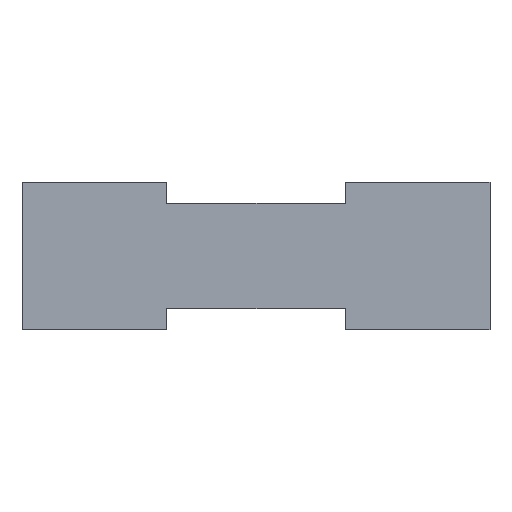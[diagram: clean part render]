
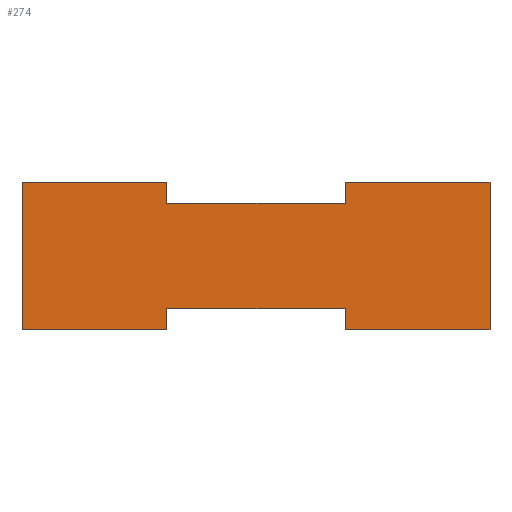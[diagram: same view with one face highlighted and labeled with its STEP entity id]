
A CAD part, top view. The second image highlights one B-rep face of the part: STEP entity #274.
In plain terms, the highlighted planar face has unit normal (0, 0, 1).
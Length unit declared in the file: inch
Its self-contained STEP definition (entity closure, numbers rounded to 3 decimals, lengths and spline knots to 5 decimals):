
#28=FACE_OUTER_BOUND('',#42,.T.);
#42=EDGE_LOOP('',(#235,#236,#237,#238,#239,#240,#241,#242,#243,#244,#245,
#246));
#56=LINE('',#405,#92);
#58=LINE('',#409,#94);
#60=LINE('',#413,#96);
#62=LINE('',#417,#98);
#64=LINE('',#421,#100);
#66=LINE('',#425,#102);
#68=LINE('',#429,#104);
#70=LINE('',#433,#106);
#72=LINE('',#437,#108);
#74=LINE('',#441,#110);
#76=LINE('',#445,#112);
#78=LINE('',#448,#114);
#92=VECTOR('',#328,39.37008);
#94=VECTOR('',#332,39.37008);
#96=VECTOR('',#336,39.37008);
#98=VECTOR('',#340,39.37008);
#100=VECTOR('',#344,39.37008);
#102=VECTOR('',#348,39.37008);
#104=VECTOR('',#352,39.37008);
#106=VECTOR('',#356,39.37008);
#108=VECTOR('',#360,39.37008);
#110=VECTOR('',#364,39.37008);
#112=VECTOR('',#368,39.37008);
#114=VECTOR('',#372,39.37008);
#127=VERTEX_POINT('',#402);
#128=VERTEX_POINT('',#404);
#129=VERTEX_POINT('',#408);
#130=VERTEX_POINT('',#412);
#131=VERTEX_POINT('',#416);
#132=VERTEX_POINT('',#420);
#133=VERTEX_POINT('',#424);
#134=VERTEX_POINT('',#428);
#135=VERTEX_POINT('',#432);
#136=VERTEX_POINT('',#436);
#137=VERTEX_POINT('',#440);
#138=VERTEX_POINT('',#444);
#152=EDGE_CURVE('',#128,#127,#56,.T.);
#154=EDGE_CURVE('',#129,#128,#58,.T.);
#156=EDGE_CURVE('',#130,#129,#60,.T.);
#158=EDGE_CURVE('',#130,#131,#62,.T.);
#160=EDGE_CURVE('',#131,#132,#64,.T.);
#162=EDGE_CURVE('',#133,#132,#66,.T.);
#164=EDGE_CURVE('',#134,#133,#68,.T.);
#166=EDGE_CURVE('',#135,#134,#70,.T.);
#168=EDGE_CURVE('',#135,#136,#72,.T.);
#170=EDGE_CURVE('',#136,#137,#74,.T.);
#172=EDGE_CURVE('',#138,#137,#76,.T.);
#174=EDGE_CURVE('',#127,#138,#78,.T.);
#235=ORIENTED_EDGE('',*,*,#156,.T.);
#236=ORIENTED_EDGE('',*,*,#154,.T.);
#237=ORIENTED_EDGE('',*,*,#152,.T.);
#238=ORIENTED_EDGE('',*,*,#174,.T.);
#239=ORIENTED_EDGE('',*,*,#172,.T.);
#240=ORIENTED_EDGE('',*,*,#170,.F.);
#241=ORIENTED_EDGE('',*,*,#168,.F.);
#242=ORIENTED_EDGE('',*,*,#166,.T.);
#243=ORIENTED_EDGE('',*,*,#164,.T.);
#244=ORIENTED_EDGE('',*,*,#162,.T.);
#245=ORIENTED_EDGE('',*,*,#160,.F.);
#246=ORIENTED_EDGE('',*,*,#158,.F.);
#260=PLANE('',#308);
#274=ADVANCED_FACE('',(#28),#260,.T.);
#308=AXIS2_PLACEMENT_3D('',#449,#373,#374);
#328=DIRECTION('',(1.,0.,0.));
#332=DIRECTION('',(0.,1.,0.));
#336=DIRECTION('',(1.,0.,0.));
#340=DIRECTION('',(0.,1.,0.));
#344=DIRECTION('',(1.,0.,0.));
#348=DIRECTION('',(0.,1.,0.));
#352=DIRECTION('',(-1.,0.,0.));
#356=DIRECTION('',(0.,-1.,0.));
#360=DIRECTION('',(1.,0.,0.));
#364=DIRECTION('',(0.,-1.,0.));
#368=DIRECTION('',(1.,0.,0.));
#372=DIRECTION('',(0.,-1.,0.));
#373=DIRECTION('center_axis',(0.,0.,1.));
#374=DIRECTION('ref_axis',(1.,0.,0.));
#402=CARTESIAN_POINT('',(9.22105,0.58389,5.37819));
#404=CARTESIAN_POINT('',(-7.77895,0.58389,5.37819));
#405=CARTESIAN_POINT('',(0.53355,0.58389,5.37819));
#408=CARTESIAN_POINT('',(-7.77895,-1.41611,5.37819));
#409=CARTESIAN_POINT('',(-7.77895,5.53376,5.37819));
#412=CARTESIAN_POINT('',(-21.52895,-1.41611,5.37819));
#413=CARTESIAN_POINT('',(1.47105,-1.41611,5.37819));
#416=CARTESIAN_POINT('',(-21.52895,12.58389,5.37819));
#417=CARTESIAN_POINT('',(-21.52895,5.53376,5.37819));
#420=CARTESIAN_POINT('',(-7.77895,12.58389,5.37819));
#421=CARTESIAN_POINT('',(-14.65395,12.58389,5.37819));
#424=CARTESIAN_POINT('',(-7.77895,10.58389,5.37819));
#425=CARTESIAN_POINT('',(-7.77895,5.53376,5.37819));
#428=CARTESIAN_POINT('',(9.22105,10.58389,5.37819));
#429=CARTESIAN_POINT('',(24.47105,10.58389,5.37819));
#432=CARTESIAN_POINT('',(9.22105,12.58389,5.37819));
#433=CARTESIAN_POINT('',(9.22105,5.53376,5.37819));
#436=CARTESIAN_POINT('',(22.97105,12.58389,5.37819));
#437=CARTESIAN_POINT('',(16.86958,12.58389,5.37819));
#440=CARTESIAN_POINT('',(22.97105,-1.41611,5.37819));
#441=CARTESIAN_POINT('',(22.97105,5.53376,5.37819));
#444=CARTESIAN_POINT('',(9.22105,-1.41611,5.37819));
#445=CARTESIAN_POINT('',(1.47105,-1.41611,5.37819));
#448=CARTESIAN_POINT('',(9.22105,5.53376,5.37819));
#449=CARTESIAN_POINT('Origin',(1.47105,5.58389,5.37819));
